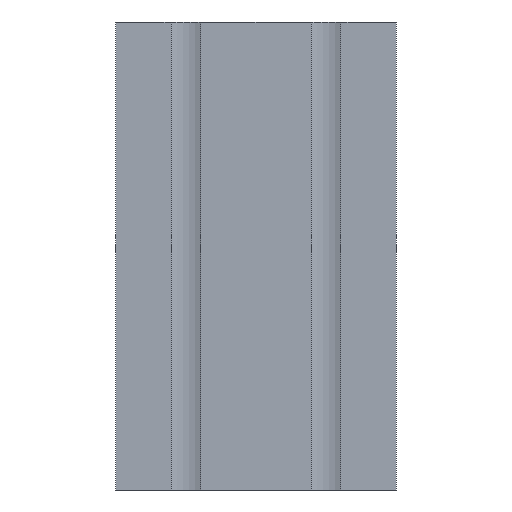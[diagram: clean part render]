
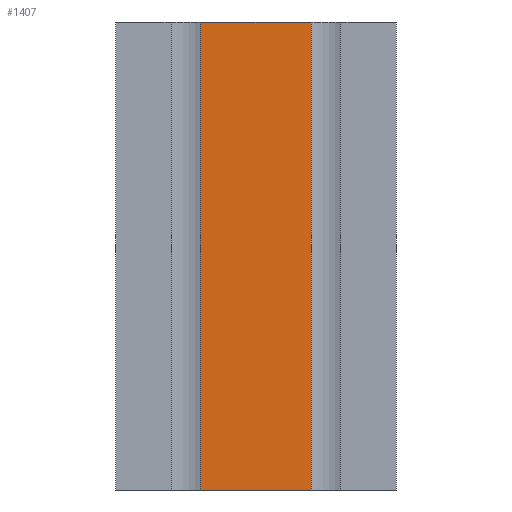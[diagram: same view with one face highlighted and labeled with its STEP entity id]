
A CAD part, left-side view. The second image highlights one B-rep face of the part: STEP entity #1407.
In plain terms, the highlighted planar face has unit normal (-1, 0, 0).
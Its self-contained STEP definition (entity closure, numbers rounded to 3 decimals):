
#1351=CARTESIAN_POINT('',(-20.436,3.254,100.0));
#1352=VERTEX_POINT('',#1351);
#1359=CARTESIAN_POINT('',(-20.436,3.254,0.0));
#1360=VERTEX_POINT('',#1359);
#1361=CARTESIAN_POINT('',(-20.436,3.254,0.0));
#1362=DIRECTION('',(0.0,0.0,1.0));
#1363=VECTOR('',#1362,100.0);
#1364=LINE('',#1361,#1363);
#1365=EDGE_CURVE('',#1360,#1352,#1364,.T.);
#1377=CARTESIAN_POINT('',(-20.436,3.254,0.0));
#1378=DIRECTION('',(-1.0,0.0,0.0));
#1379=DIRECTION('',(0.0,0.0,1.0));
#1380=AXIS2_PLACEMENT_3D('',#1377,#1378,#1379);
#1381=PLANE('',#1380);
#1382=CARTESIAN_POINT('',(-20.436,26.954,100.0));
#1383=VERTEX_POINT('',#1382);
#1384=CARTESIAN_POINT('',(-20.436,3.254,100.0));
#1385=DIRECTION('',(0.0,1.0,0.0));
#1386=VECTOR('',#1385,23.7);
#1387=LINE('',#1384,#1386);
#1388=EDGE_CURVE('',#1352,#1383,#1387,.T.);
#1389=ORIENTED_EDGE('',*,*,#1388,.T.);
#1390=CARTESIAN_POINT('',(-20.436,26.954,0.0));
#1391=VERTEX_POINT('',#1390);
#1392=CARTESIAN_POINT('',(-20.436,26.954,0.0));
#1393=DIRECTION('',(0.0,0.0,1.0));
#1394=VECTOR('',#1393,100.0);
#1395=LINE('',#1392,#1394);
#1396=EDGE_CURVE('',#1391,#1383,#1395,.T.);
#1397=ORIENTED_EDGE('',*,*,#1396,.F.);
#1398=CARTESIAN_POINT('',(-20.436,3.254,0.0));
#1399=DIRECTION('',(0.0,1.0,0.0));
#1400=VECTOR('',#1399,23.7);
#1401=LINE('',#1398,#1400);
#1402=EDGE_CURVE('',#1360,#1391,#1401,.T.);
#1403=ORIENTED_EDGE('',*,*,#1402,.F.);
#1404=ORIENTED_EDGE('',*,*,#1365,.T.);
#1405=EDGE_LOOP('',(#1389,#1397,#1403,#1404));
#1406=FACE_OUTER_BOUND('',#1405,.T.);
#1407=ADVANCED_FACE('',(#1406),#1381,.T.);
